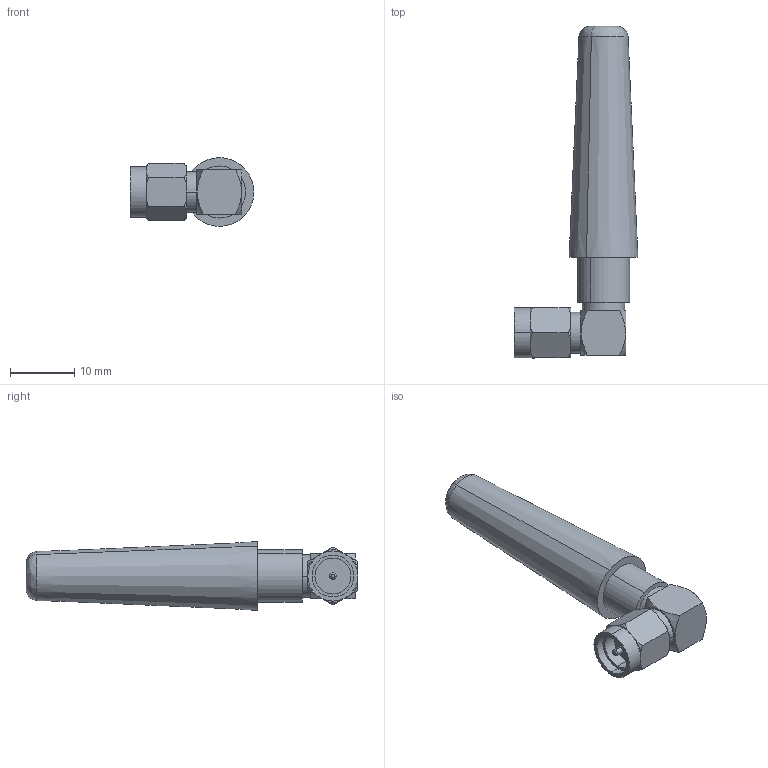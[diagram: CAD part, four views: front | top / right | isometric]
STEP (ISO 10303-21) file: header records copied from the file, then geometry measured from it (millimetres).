
FILE_DESCRIPTION (( 'STEP AP203' ), '1' );
FILE_NAME ('GSM ANTENNA.STEP', '2021-04-26T07:07:41', ( '' ), ( '' ), 'SwSTEP 2.0', 'SolidWorks 2014', '' );
FILE_SCHEMA (( 'CONFIG_CONTROL_DESIGN' ));
Length unit declared in the file: millimetre
Products named in the file (1): GSM ANTENNA
Bounding box: 19.26 x 51.65 x 10.7 mm (x, y, z)
Volume: 3502.5 mm3; surface area: 2000.7 mm2
Topology: 2 solids, 2 shells, 63 faces, 154 edges, 102 vertices
Faces by surface type: plane 27, cone 18, cylinder 14, bspline 4
Entity records: 2121 total; most frequent: CARTESIAN_POINT 606, ORIENTED_EDGE 308, DIRECTION 288, EDGE_CURVE 154, AXIS2_PLACEMENT_3D 120, VERTEX_POINT 102, EDGE_LOOP 70, FACE_OUTER_BOUND 63
